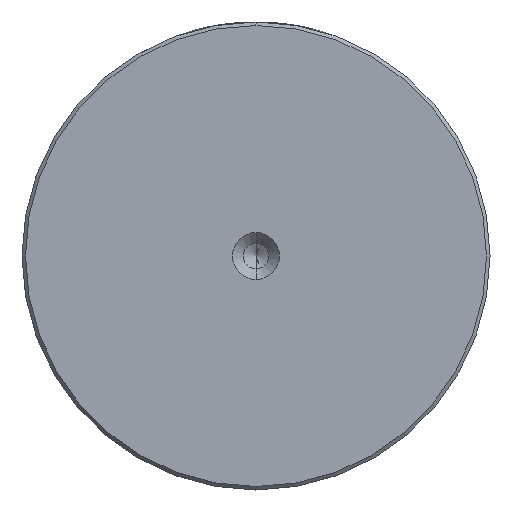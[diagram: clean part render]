
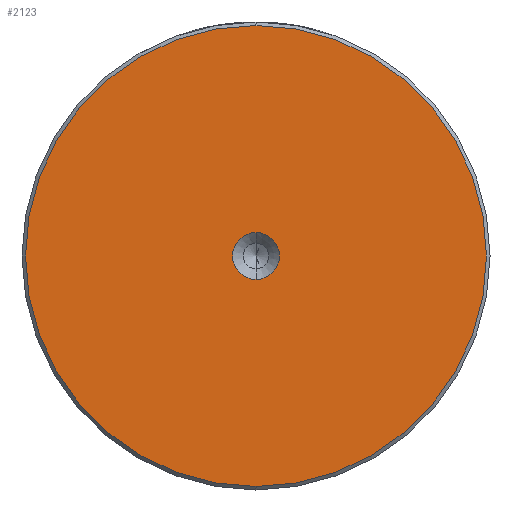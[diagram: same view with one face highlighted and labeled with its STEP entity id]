
A CAD part, left-side view. The second image highlights one B-rep face of the part: STEP entity #2123.
In plain terms, the highlighted planar face has unit normal (-1, 0, 0).
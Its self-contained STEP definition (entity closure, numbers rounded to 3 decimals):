
#53 = CARTESIAN_POINT ( 'NONE',  ( 0., 0., 3.3 ) ) ;
#207 = FACE_OUTER_BOUND ( 'NONE', #2285, .T. ) ;
#213 = AXIS2_PLACEMENT_3D ( 'NONE', #363, #379, #2045 ) ;
#363 = CARTESIAN_POINT ( 'NONE',  ( 0., 0., 0. ) ) ;
#379 = DIRECTION ( 'NONE',  ( -1., 0., 0. ) ) ;
#387 = CARTESIAN_POINT ( 'NONE',  ( 0., 0., 0. ) ) ;
#498 = CARTESIAN_POINT ( 'NONE',  ( 0., 0., 0. ) ) ;
#513 = CARTESIAN_POINT ( 'NONE',  ( 0., 0., 32.5 ) ) ;
#519 = ORIENTED_EDGE ( 'NONE', *, *, #1489, .T. ) ;
#527 = CIRCLE ( 'NONE', #2566, 3.3 ) ;
#589 = CARTESIAN_POINT ( 'NONE',  ( 0., 0., 0. ) ) ;
#639 = DIRECTION ( 'NONE',  ( 0., 0., 1. ) ) ;
#732 = CIRCLE ( 'NONE', #1225, 3.3 ) ;
#742 = DIRECTION ( 'NONE',  ( 0., 0., 1. ) ) ;
#821 = DIRECTION ( 'NONE',  ( 0., 0., 1. ) ) ;
#856 = DIRECTION ( 'NONE',  ( -1., 0., 0. ) ) ;
#910 = CARTESIAN_POINT ( 'NONE',  ( 0., 0., -3.3 ) ) ;
#920 = EDGE_LOOP ( 'NONE', ( #2512, #1597 ) ) ;
#994 = EDGE_CURVE ( 'NONE', #1688, #1277, #527, .T. ) ;
#1208 = CIRCLE ( 'NONE', #1653, 32.5 ) ;
#1209 = ORIENTED_EDGE ( 'NONE', *, *, #2736, .T. ) ;
#1225 = AXIS2_PLACEMENT_3D ( 'NONE', #498, #2171, #742 ) ;
#1277 = VERTEX_POINT ( 'NONE', #910 ) ;
#1349 = FACE_BOUND ( 'NONE', #920, .T. ) ;
#1489 = EDGE_CURVE ( 'NONE', #2421, #2985, #1936, .T. ) ;
#1597 = ORIENTED_EDGE ( 'NONE', *, *, #2528, .F. ) ;
#1653 = AXIS2_PLACEMENT_3D ( 'NONE', #589, #2252, #821 ) ;
#1688 = VERTEX_POINT ( 'NONE', #53 ) ;
#1814 = PLANE ( 'NONE',  #213 ) ;
#1936 = CIRCLE ( 'NONE', #2427, 32.5 ) ;
#2045 = DIRECTION ( 'NONE',  ( 0., 0., 1. ) ) ;
#2054 = DIRECTION ( 'NONE',  ( -1., 0., 0. ) ) ;
#2123 = ADVANCED_FACE ( 'NONE', ( #207, #1349 ), #1814, .T. ) ;
#2171 = DIRECTION ( 'NONE',  ( -1., 0., 0. ) ) ;
#2252 = DIRECTION ( 'NONE',  ( -1., 0., 0. ) ) ;
#2285 = EDGE_LOOP ( 'NONE', ( #519, #1209 ) ) ;
#2288 = CARTESIAN_POINT ( 'NONE',  ( 0., 0., 0. ) ) ;
#2421 = VERTEX_POINT ( 'NONE', #2818 ) ;
#2427 = AXIS2_PLACEMENT_3D ( 'NONE', #387, #2054, #639 ) ;
#2512 = ORIENTED_EDGE ( 'NONE', *, *, #994, .F. ) ;
#2520 = DIRECTION ( 'NONE',  ( 0., 0., 1. ) ) ;
#2528 = EDGE_CURVE ( 'NONE', #1277, #1688, #732, .T. ) ;
#2566 = AXIS2_PLACEMENT_3D ( 'NONE', #2288, #856, #2520 ) ;
#2736 = EDGE_CURVE ( 'NONE', #2985, #2421, #1208, .T. ) ;
#2818 = CARTESIAN_POINT ( 'NONE',  ( 0., 0., -32.5 ) ) ;
#2985 = VERTEX_POINT ( 'NONE', #513 ) ;
